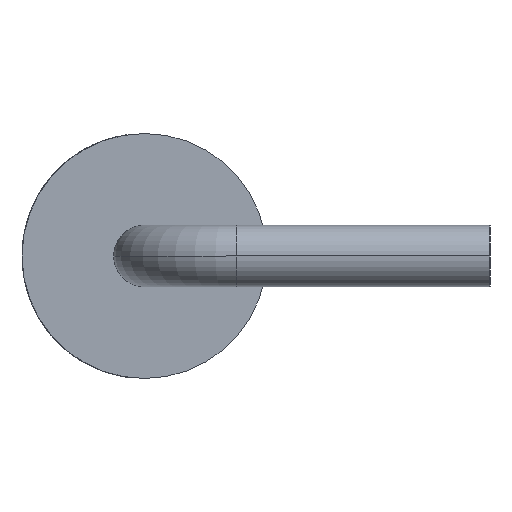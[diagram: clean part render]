
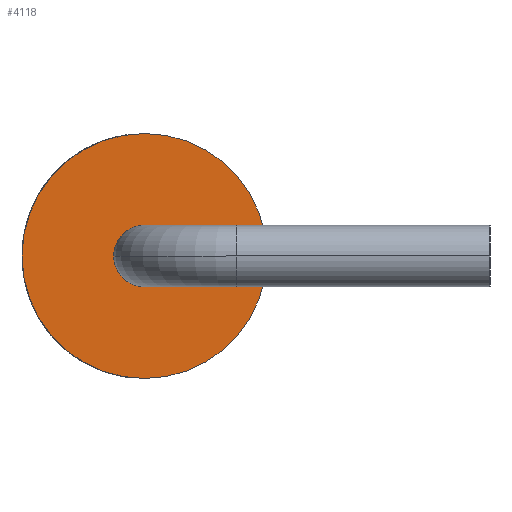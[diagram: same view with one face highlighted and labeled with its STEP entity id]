
A CAD part, left-side view. The second image highlights one B-rep face of the part: STEP entity #4118.
In plain terms, the highlighted planar face has unit normal (-1, 0, 0).
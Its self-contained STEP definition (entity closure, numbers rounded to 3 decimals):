
#26 = DIRECTION ( 'NONE',  ( 0., 0., -1. ) ) ;
#95 = ORIENTED_EDGE ( 'NONE', *, *, #646, .F. ) ;
#156 = DIRECTION ( 'NONE',  ( 0., 0., -1. ) ) ;
#159 = ORIENTED_EDGE ( 'NONE', *, *, #869, .F. ) ;
#490 = CIRCLE ( 'NONE', #2315, 2.525 ) ;
#518 = CARTESIAN_POINT ( 'NONE',  ( 2.81, 4.525, 0. ) ) ;
#612 = EDGE_LOOP ( 'NONE', ( #2557, #159 ) ) ;
#646 = EDGE_CURVE ( 'NONE', #3982, #4035, #490, .T. ) ;
#658 = CIRCLE ( 'NONE', #3711, 0.635 ) ;
#691 = DIRECTION ( 'NONE',  ( 1., 0., 0. ) ) ;
#858 = AXIS2_PLACEMENT_3D ( 'NONE', #2820, #3990, #3625 ) ;
#862 = VERTEX_POINT ( 'NONE', #2724 ) ;
#869 = EDGE_CURVE ( 'NONE', #862, #3401, #658, .T. ) ;
#908 = CARTESIAN_POINT ( 'NONE',  ( 2.81, 4.525, -2.525 ) ) ;
#1065 = PLANE ( 'NONE',  #2747 ) ;
#1211 = CARTESIAN_POINT ( 'NONE',  ( 2.81, 4.525, 0. ) ) ;
#1248 = EDGE_CURVE ( 'NONE', #3401, #862, #3125, .T. ) ;
#1258 = ORIENTED_EDGE ( 'NONE', *, *, #3896, .F. ) ;
#1543 = CARTESIAN_POINT ( 'NONE',  ( 2.81, 4.525, 0. ) ) ;
#2180 = CIRCLE ( 'NONE', #858, 2.525 ) ;
#2278 = DIRECTION ( 'NONE',  ( 0., 0., -1. ) ) ;
#2298 = DIRECTION ( 'NONE',  ( -1., 0., 0. ) ) ;
#2315 = AXIS2_PLACEMENT_3D ( 'NONE', #4223, #691, #2278 ) ;
#2368 = DIRECTION ( 'NONE',  ( 1., 0., 0. ) ) ;
#2557 = ORIENTED_EDGE ( 'NONE', *, *, #1248, .F. ) ;
#2724 = CARTESIAN_POINT ( 'NONE',  ( 2.81, 5.16, 0. ) ) ;
#2747 = AXIS2_PLACEMENT_3D ( 'NONE', #1211, #2368, #26 ) ;
#2820 = CARTESIAN_POINT ( 'NONE',  ( 2.81, 4.525, 0. ) ) ;
#3125 = CIRCLE ( 'NONE', #3543, 0.635 ) ;
#3401 = VERTEX_POINT ( 'NONE', #4389 ) ;
#3543 = AXIS2_PLACEMENT_3D ( 'NONE', #518, #4077, #156 ) ;
#3575 = FACE_OUTER_BOUND ( 'NONE', #4776, .T. ) ;
#3625 = DIRECTION ( 'NONE',  ( 0., 0., -1. ) ) ;
#3711 = AXIS2_PLACEMENT_3D ( 'NONE', #1543, #2298, #3870 ) ;
#3870 = DIRECTION ( 'NONE',  ( 0., 0., -1. ) ) ;
#3896 = EDGE_CURVE ( 'NONE', #4035, #3982, #2180, .T. ) ;
#3982 = VERTEX_POINT ( 'NONE', #4367 ) ;
#3990 = DIRECTION ( 'NONE',  ( 1., 0., 0. ) ) ;
#4035 = VERTEX_POINT ( 'NONE', #908 ) ;
#4077 = DIRECTION ( 'NONE',  ( -1., 0., 0. ) ) ;
#4118 = ADVANCED_FACE ( 'NONE', ( #4151, #3575 ), #1065, .F. ) ;
#4151 = FACE_BOUND ( 'NONE', #612, .T. ) ;
#4223 = CARTESIAN_POINT ( 'NONE',  ( 2.81, 4.525, 0. ) ) ;
#4367 = CARTESIAN_POINT ( 'NONE',  ( 2.81, 4.525, 2.525 ) ) ;
#4389 = CARTESIAN_POINT ( 'NONE',  ( 2.81, 3.89, 0. ) ) ;
#4776 = EDGE_LOOP ( 'NONE', ( #95, #1258 ) ) ;
